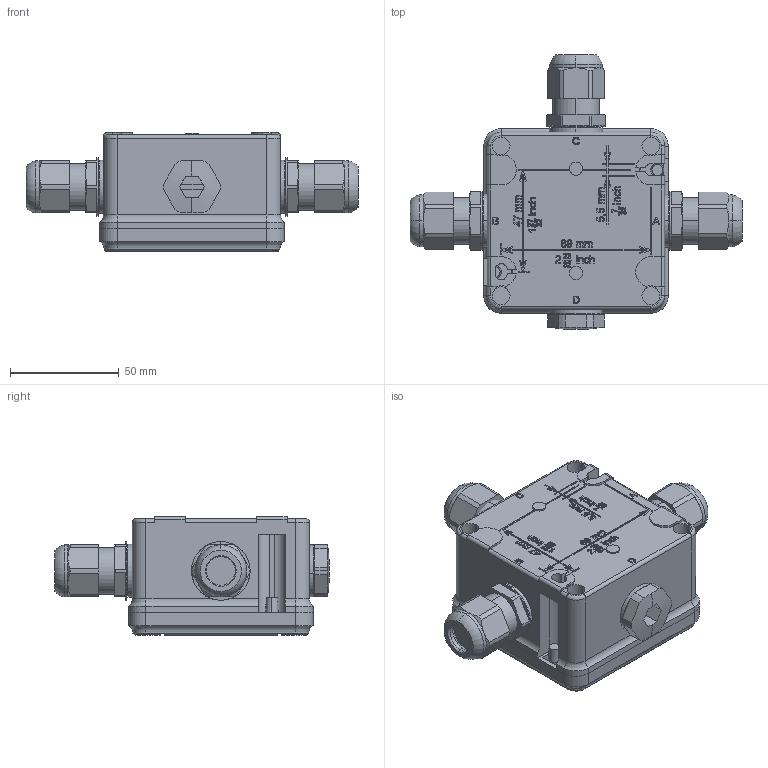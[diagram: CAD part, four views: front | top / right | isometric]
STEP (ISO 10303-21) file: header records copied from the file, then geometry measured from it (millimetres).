
FILE_DESCRIPTION (( 'STEP AP203' ), '1' );
FILE_NAME ('8118_111-503_ap203.STEP', '2012-05-12T11:16:31', ( 'Admin' ), ( 'R. STAHL AG' ), 'SwSTEP 2.0', 'SolidWorks 2011', '' );
FILE_SCHEMA (( 'CONFIG_CONTROL_DESIGN' ));
Products named in the file (18): 8118_111-503_ap203; 81_180_01_05_0 Dichtung; 82_900_08_59_0_vereinfacht; 515_609_0; 82_909_01_59_0_vereinfacht; 81_610_77_01_0; Staubschutzkappe_M20; Anschlussgewindedichtung_M20; 81_610_77_01_0_Hutmutter; 81_610_77_01_0_Dichtung; 81_610_77_01_0_Stutzen; 509_626_0; 509_603_1; 81_189_01_05_0_Ohne Text; 81_189_61_04_0; 80_409_01_50_0
Assembly tree (25 placements, depth 3):
  8118_111-503_ap203
    82_900_08_59_0_vereinfacht
      515_609_0
      82_909_01_59_0_vereinfacht
    81_610_77_01_0  x3
      81_610_77_01_0_Stutzen
      Anschlussgewindedichtung_M20
      81_610_77_01_0_Hutmutter
      81_610_77_01_0_Dichtung
      Staubschutzkappe_M20
    509_626_0  x4
      509_603_1
      509_626_0
    81_189_61_04_0
      80_409_01_50_0  x4
      81_189_61_04_0
    81_180_01_05_0 Dichtung
    81_189_01_05_0_Ohne Text
Bounding box: 152.97 x 126.39 x 54.7 mm (x, y, z)
Volume: 162441.2 mm3; surface area: 115552.1 mm2
Topology: 32 solids, 32 shells, 4154 faces, 10911 edges, 6948 vertices
Faces by surface type: plane 1965, cylinder 865, cone 536, bspline 515, torus 259, sphere 14
Entity records: 111970 total; most frequent: CARTESIAN_POINT 44780, ORIENTED_EDGE 14500, DIRECTION 11963, EDGE_CURVE 7250, VERTEX_POINT 4649, LINE 4299, VECTOR 4299, AXIS2_PLACEMENT_3D 3832
